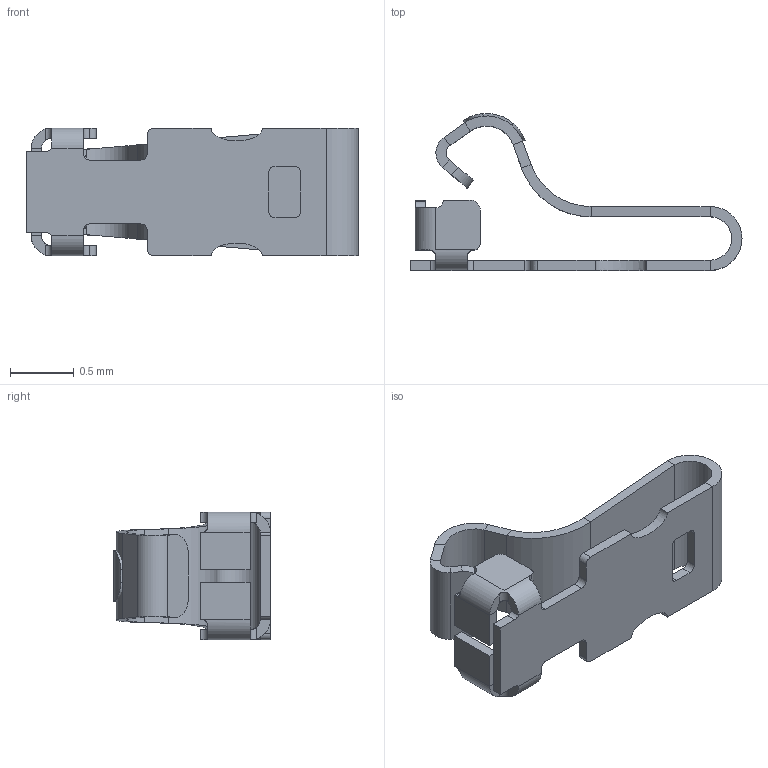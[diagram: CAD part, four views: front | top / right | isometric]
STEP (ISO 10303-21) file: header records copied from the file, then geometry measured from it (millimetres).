
FILE_DESCRIPTION((''),'2;1');
FILE_NAME('S7221-45','2016-04-18T',('wpreston'),(''),'CREO PARAMETRIC BY PTC INC, 2015290','CREO PARAMETRIC BY PTC INC, 2015290','');
FILE_SCHEMA(('CONFIG_CONTROL_DESIGN'));
Length unit declared in the file: millimetre
Products named in the file (1): S7221-45
Bounding box: 2.6 x 1.23 x 1 mm (x, y, z)
Volume: 0.4 mm3; surface area: 12.9 mm2
Topology: 2 solids, 2 shells, 126 faces, 308 edges, 186 vertices
Faces by surface type: plane 70, cylinder 48, bspline 8
Entity records: 6170 total; most frequent: CARTESIAN_POINT 1400, ORIENTED_EDGE 616, DIRECTION 568, PRESENTATION_STYLE_ASSIGNMENT 388, STYLED_ITEM 310, CURVE_STYLE 308, EDGE_CURVE 308, VECTOR 204
